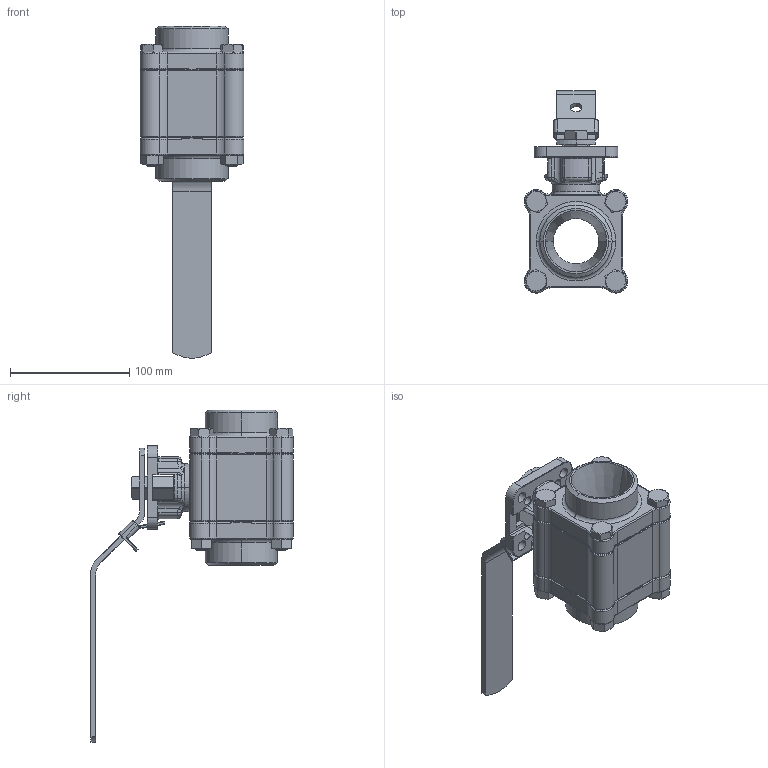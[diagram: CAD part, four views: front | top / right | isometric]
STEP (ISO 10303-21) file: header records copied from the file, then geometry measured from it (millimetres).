
FILE_DESCRIPTION (( 'STEP AP214' ), '1' );
FILE_NAME ('ZL9BK2H.STEP', '2010-09-29T05:50:29', ( 'Hsu22' ), ( 'Hollings' ), 'SwSTEP 2.0', 'SolidWorks 2008', '' );
FILE_SCHEMA (( 'AUTOMOTIVE_DESIGN' ));
Length unit declared in the file: millimetre
Products named in the file (7): ZL9BK2H; SB85BK2HBEX0_預設; SAL9T10TWGADX3_預設; SDDL9T10GA2_預設; YSHM10-96_預設; SHA0L9T10G0_預設; YNM10_預設
Assembly tree (13 placements, depth 2):
  ZL9BK2H
    YSHM10-96_預設  x4
    SHA0L9T10G0_預設
    SB85BK2HBEX0_預設  x2
    YNM10_預設  x4
    SDDL9T10GA2_預設
    SAL9T10TWGADX3_預設
Bounding box: 86.6 x 169.3 x 277.92 mm (x, y, z)
Volume: 490001 mm3; surface area: 159263.5 mm2
Topology: 13 solids, 13 shells, 788 faces, 1930 edges, 1129 vertices
Faces by surface type: cylinder 271, plane 191, torus 120, cone 115, bspline 67, sphere 24
Entity records: 19733 total; most frequent: CARTESIAN_POINT 5985, DIRECTION 2999, ORIENTED_EDGE 2792, EDGE_CURVE 1396, AXIS2_PLACEMENT_3D 1252, VERTEX_POINT 839, CIRCLE 719, EDGE_LOOP 631
